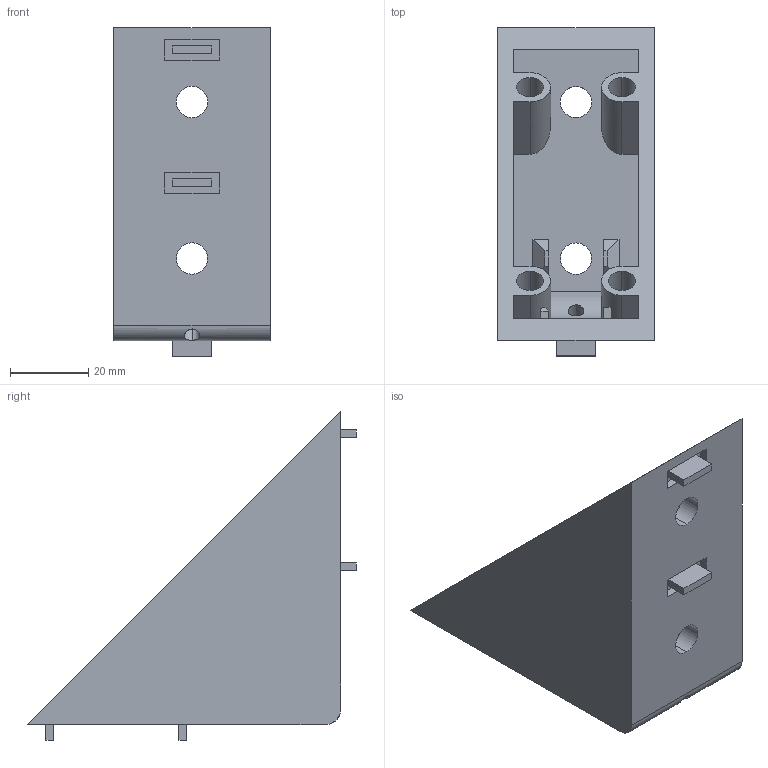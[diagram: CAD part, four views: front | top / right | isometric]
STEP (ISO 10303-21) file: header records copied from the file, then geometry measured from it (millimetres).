
FILE_DESCRIPTION (( 'STEP AP214' ), '1' );
FILE_NAME ('B833 Óãëîâîé àëþìèíèåâûé ñîåäèíèòåëü 40õ80S, ïàç 10.STEP', '2025-07-17T07:32:34', ( '' ), ( '' ), 'SwSTEP 2.0', 'SolidWorks 2025', '' );
FILE_SCHEMA (( 'AUTOMOTIVE_DESIGN' ));
Length unit declared in the file: millimetre
Products named in the file (1): B833 Угловой алюминиевый соединитель 40х80S, паз 10
Bounding box: 40 x 84 x 84 mm (x, y, z)
Volume: 53694.6 mm3; surface area: 26427.4 mm2
Topology: 1 solids, 1 shells, 131 faces, 335 edges, 223 vertices
Faces by surface type: plane 107, cylinder 24
Entity records: 4079 total; most frequent: CARTESIAN_POINT 867, ORIENTED_EDGE 670, DIRECTION 607, EDGE_CURVE 335, VECTOR 277, LINE 277, VERTEX_POINT 223, EDGE_LOOP 166
